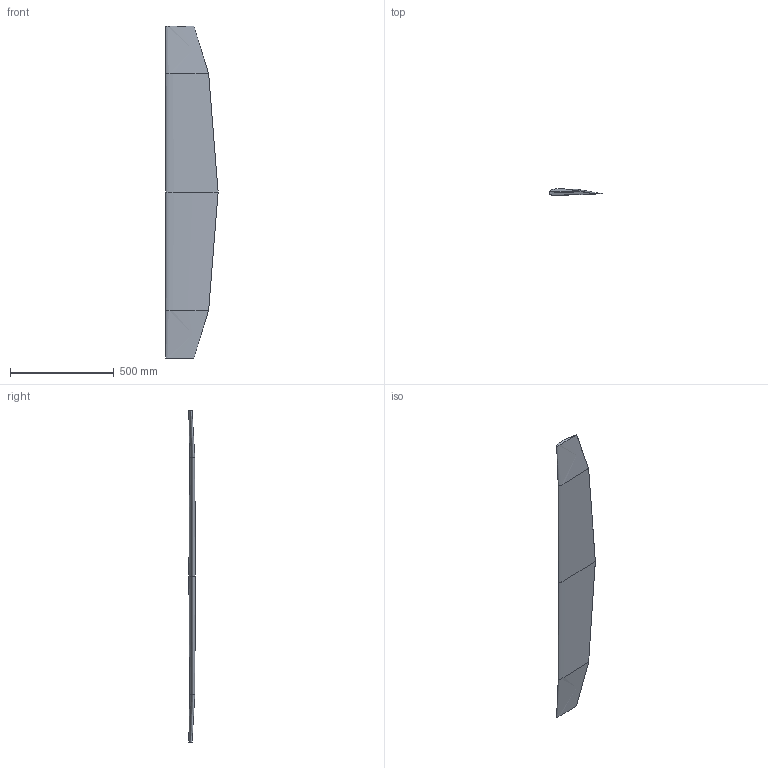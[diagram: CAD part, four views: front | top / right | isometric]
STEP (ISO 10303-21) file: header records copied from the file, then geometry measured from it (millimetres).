
FILE_DESCRIPTION(('FreeCAD Model'),'2;1');
FILE_NAME('Open CASCADE Shape Model','2025-04-25T13:31:49',('FreeCAD'),( 'FreeCAD'),'Open CASCADE STEP processor 7.6','FreeCAD','Unknown');
FILE_SCHEMA(('AUTOMOTIVE_DESIGN { 1 0 10303 214 1 1 1 1 }'));
Length unit declared in the file: millimetre
Products named in the file (1): Open CASCADE STEP translator 7.6 1
Bounding box: 251.59 x 30.84 x 1600.96 mm (x, y, z)
Volume: 4658833 mm3; surface area: 704193 mm2
Topology: 2 solids, 2 shells, 12 faces, 20 edges, 12 vertices
Faces by surface type: bspline 12
Entity records: 1182 total; most frequent: CARTESIAN_POINT 1023, ORIENTED_EDGE 40, EDGE_CURVE 20, B_SPLINE_CURVE_WITH_KNOTS 20, ADVANCED_FACE 12, FACE_BOUND 12, EDGE_LOOP 12, VERTEX_POINT 12
